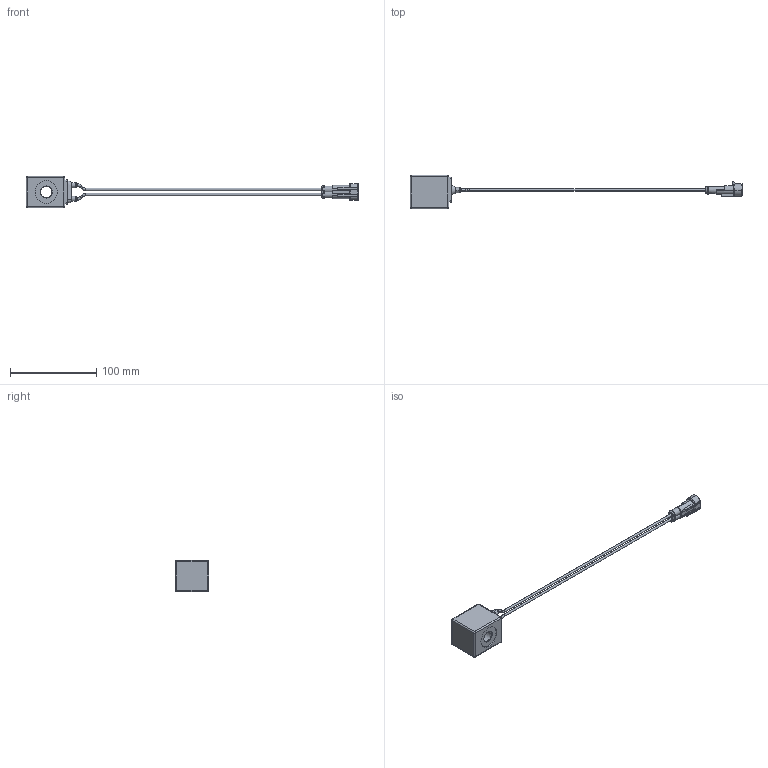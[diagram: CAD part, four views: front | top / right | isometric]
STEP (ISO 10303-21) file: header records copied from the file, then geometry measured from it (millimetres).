
FILE_DESCRIPTION (( 'STEP AP203' ), '1' );
FILE_NAME ('EC04W200C--D500.STEP', '2021-05-07T05:19:05', ( '' ), ( '' ), 'SwSTEP 2.0', 'SolidWorks 2018', '' );
FILE_SCHEMA (( 'CONFIG_CONTROL_DESIGN' ));
Length unit declared in the file: millimetre
Products named in the file (1): EC04W200C--D500
Bounding box: 385.1 x 38.5 x 36 mm (x, y, z)
Volume: 67450.3 mm3; surface area: 19882.7 mm2
Topology: 1 solids, 1 shells, 288 faces, 756 edges, 478 vertices
Faces by surface type: plane 169, cylinder 86, torus 18, sphere 8, bspline 4, cone 3
Entity records: 9616 total; most frequent: CARTESIAN_POINT 2449, ORIENTED_EDGE 1496, DIRECTION 1464, EDGE_CURVE 748, LINE 496, VECTOR 496, AXIS2_PLACEMENT_3D 484, VERTEX_POINT 478
